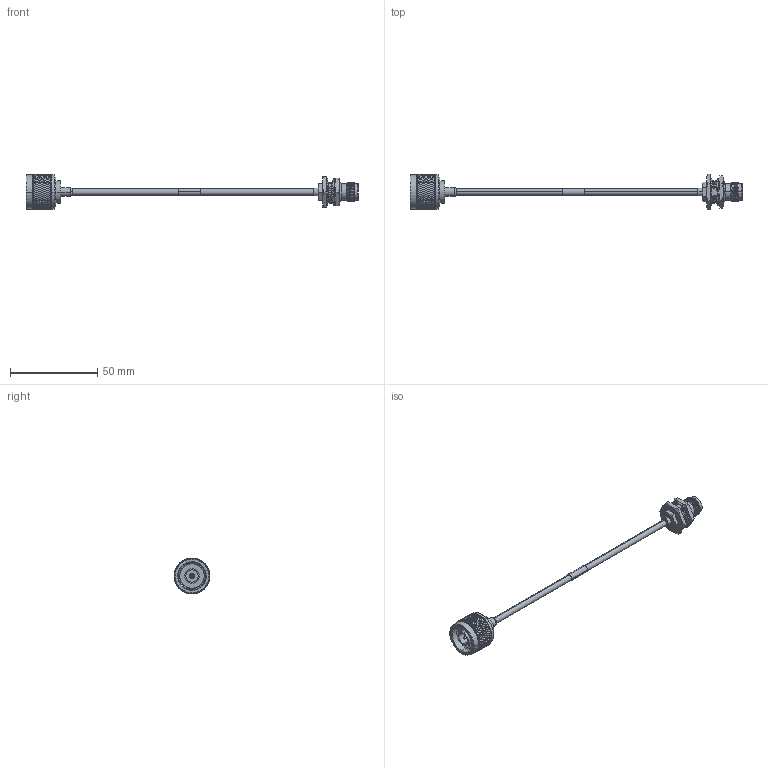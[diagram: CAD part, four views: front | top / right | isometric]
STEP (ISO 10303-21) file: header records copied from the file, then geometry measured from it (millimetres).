
FILE_DESCRIPTION (( 'STEP AP214' ), '1' );
FILE_NAME ('LCCA30447.step', '2020-05-02T08:47:19', ( '' ), ( '' ), 'SwSTEP 2.0', 'SolidWorks 2018', '' );
FILE_SCHEMA (( 'AUTOMOTIVE_DESIGN' ));
Length unit declared in the file: inch
Products named in the file (7): LC141TB (141 FORMABLE); LCCA30447; solder plug left^LCCA30447; LCCN3064; 1AW01-003_.152 ID; LCCN3051; solder plug right^LCCA30447
Assembly tree (6 placements, depth 2):
  LCCA30447
    LC141TB (141 FORMABLE)
    LCCN3051
    solder plug left^LCCA30447
    1AW01-003_.152 ID
    LCCN3064
    solder plug right^LCCA30447
Bounding box: 190.04 x 20.32 x 20.32 mm (x, y, z)
Volume: 7890.4 mm3; surface area: 8623 mm2
Topology: 10 solids, 10 shells, 2594 faces, 5681 edges, 3125 vertices
Faces by surface type: bspline 1871, cylinder 568, plane 81, cone 68, sphere 4, torus 2
Entity records: 113295 total; most frequent: CARTESIAN_POINT 77125, ORIENTED_EDGE 11362, EDGE_CURVE 5681, VERTEX_POINT 3125, EDGE_LOOP 2626, FACE_OUTER_BOUND 2594, ADVANCED_FACE 2594, DIRECTION 2541
